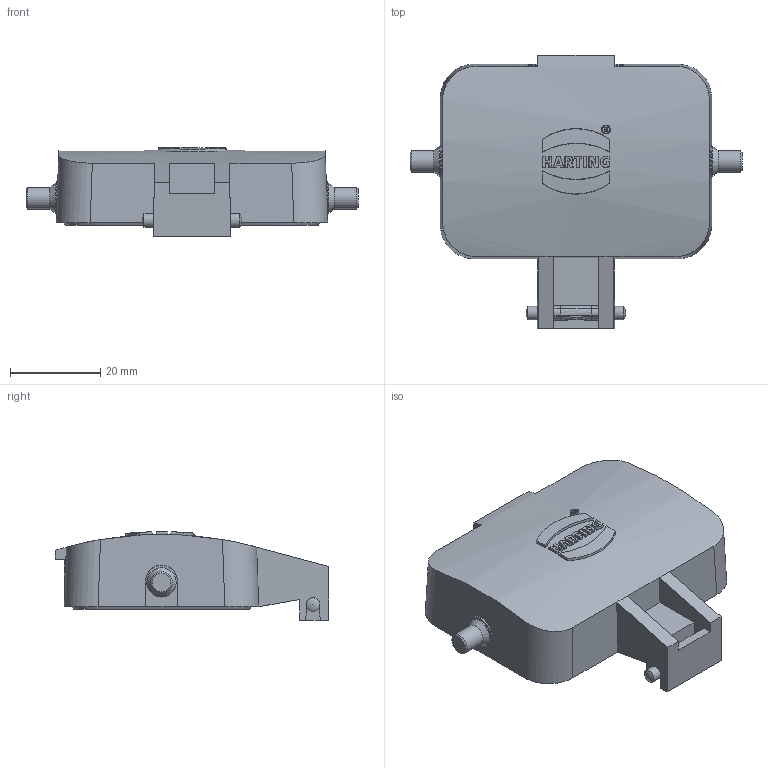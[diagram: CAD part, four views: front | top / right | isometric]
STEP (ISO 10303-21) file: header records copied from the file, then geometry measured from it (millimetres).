
FILE_DESCRIPTION(/* description */ (''),/* implementation_level */ '2;1');
FILE_NAME(/* name */ '100855203ugm000_a.stp',/* time_stamp */ '2019-10-29T08:44:46+01:00',/* author */ (''),/* organization */ (''),/* preprocessor_version */ 'ST-DEVELOPER v16.7',/* originating_system */ 'SIEMENS PLM Software NX 12.0',/* authorisation */ '');
FILE_SCHEMA (('AUTOMOTIVE_DESIGN { 1 0 10303 214 3 1 1 1 }'));
Length unit declared in the file: millimetre
Products named in the file (1): 100855203ugm000_a
Bounding box: 73.4 x 60.5 x 19.6 mm (x, y, z)
Volume: 15138.8 mm3; surface area: 11959.9 mm2
Topology: 1 solids, 1 shells, 223 faces, 574 edges, 371 vertices
Faces by surface type: plane 90, bspline 68, cylinder 41, extrusion 16, cone 6, sphere 2
Full cylindrical faces by diameter (mm): 2 x2, 2.05 x2, 3 x2, 4.75 x2, 5 x2, 6.5 x2
Entity records: 10636 total; most frequent: CARTESIAN_POINT 5036, ORIENTED_EDGE 1068, DIRECTION 623, EDGE_CURVE 534, VERTEX_POINT 355, EDGE_LOOP 269, B_SPLINE_CURVE_WITH_KNOTS 257, VECTOR 245
